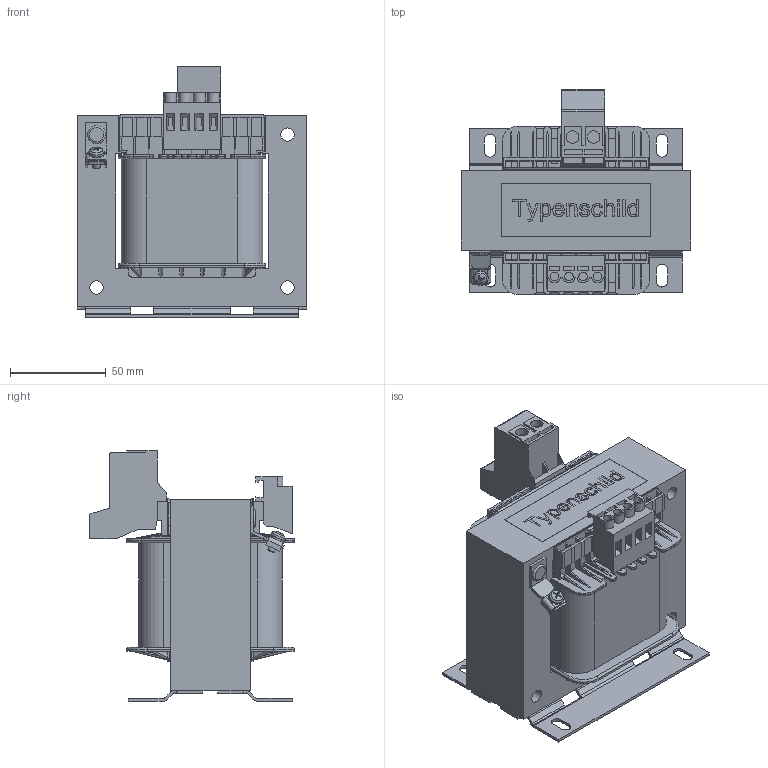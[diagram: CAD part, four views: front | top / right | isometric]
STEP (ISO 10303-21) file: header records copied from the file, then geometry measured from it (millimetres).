
FILE_DESCRIPTION(/* description */ (''),/* implementation_level */ '2;1');
FILE_NAME(/* name */ 'STEN_STEZ0.32.stp',/* time_stamp */ '2020-05-06T09:59:42+02:00',/* author */ ('TrapT'),/* organization */ (''),/* preprocessor_version */ 'ST-DEVELOPER v17.2',/* originating_system */ 'Autodesk Inventor 2019',/* authorisation */ '');
FILE_SCHEMA (('AUTOMOTIVE_DESIGN { 1 0 10303 214 3 1 1 }'));
Length unit declared in the file: millimetre
Products named in the file (1): Bauteil2
Bounding box: 120.3 x 107.25 x 131 mm (x, y, z)
Volume: 677744 mm3; surface area: 124169.4 mm2
Topology: 1 solids, 5 shells, 1178 faces, 3374 edges, 2190 vertices
Faces by surface type: plane 749, cylinder 270, bspline 101, torus 46, cone 11, sphere 1
Full cylindrical faces by diameter (mm): 4 x1, 4.5 x4, 4.8 x1, 5 x1, 6.5 x2, 7 x4, 9.5 x1
Entity records: 42089 total; most frequent: CARTESIAN_POINT 10208, ORIENTED_EDGE 6738, DIRECTION 5967, EDGE_CURVE 3369, LINE 2483, VECTOR 2483, VERTEX_POINT 2190, AXIS2_PLACEMENT_3D 1742
